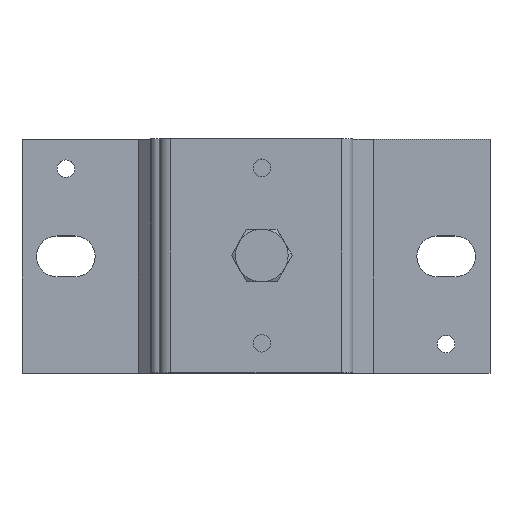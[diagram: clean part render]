
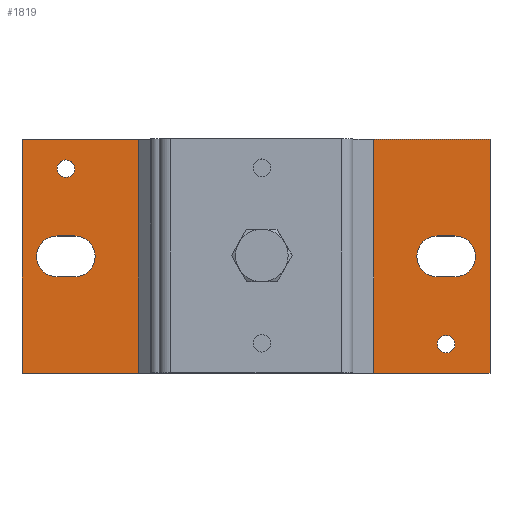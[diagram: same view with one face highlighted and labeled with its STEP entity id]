
A CAD part, top view. The second image highlights one B-rep face of the part: STEP entity #1819.
In plain terms, the highlighted planar face has unit normal (0, 0, 1).
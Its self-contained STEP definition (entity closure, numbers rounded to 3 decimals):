
#136=FACE_BOUND($,#412,.T.);
#137=FACE_BOUND($,#413,.T.);
#138=FACE_BOUND($,#414,.T.);
#139=FACE_BOUND($,#415,.T.);
#140=FACE_BOUND($,#416,.T.);
#141=FACE_BOUND($,#417,.T.);
#172=CIRCLE($,#1933,15.);
#174=CIRCLE($,#1937,15.);
#177=CIRCLE($,#1942,7.);
#179=CIRCLE($,#1946,7.);
#181=CIRCLE($,#1950,7.);
#183=CIRCLE($,#1954,7.);
#185=CIRCLE($,#1958,3.);
#187=CIRCLE($,#1961,3.);
#412=EDGE_LOOP($,(#1386,#1387,#1388,#1389));
#413=EDGE_LOOP($,(#1390,#1391,#1392,#1393));
#414=EDGE_LOOP($,(#1394,#1395,#1396,#1397));
#415=EDGE_LOOP($,(#1398));
#416=EDGE_LOOP($,(#1399));
#417=EDGE_LOOP($,(#1400,#1401,#1402,#1403));
#542=LINE($,#2727,#694);
#546=LINE($,#2738,#698);
#551=LINE($,#2753,#703);
#555=LINE($,#2763,#707);
#559=LINE($,#2777,#711);
#563=LINE($,#2787,#715);
#564=LINE($,#2801,#716);
#568=LINE($,#2809,#720);
#571=LINE($,#2815,#723);
#574=LINE($,#2820,#726);
#694=VECTOR($,#2193,30.);
#698=VECTOR($,#2205,30.);
#703=VECTOR($,#2218,6.);
#707=VECTOR($,#2230,6.);
#711=VECTOR($,#2242,6.);
#715=VECTOR($,#2254,6.);
#716=VECTOR($,#2269,80.);
#720=VECTOR($,#2275,160.);
#723=VECTOR($,#2280,80.);
#726=VECTOR($,#2285,160.);
#836=VERTEX_POINT($,#2717);
#837=VERTEX_POINT($,#2718);
#840=VERTEX_POINT($,#2726);
#842=VERTEX_POINT($,#2732);
#846=VERTEX_POINT($,#2744);
#847=VERTEX_POINT($,#2746);
#849=VERTEX_POINT($,#2752);
#851=VERTEX_POINT($,#2758);
#854=VERTEX_POINT($,#2768);
#855=VERTEX_POINT($,#2770);
#857=VERTEX_POINT($,#2776);
#859=VERTEX_POINT($,#2782);
#861=VERTEX_POINT($,#2791);
#863=VERTEX_POINT($,#2796);
#864=VERTEX_POINT($,#2799);
#865=VERTEX_POINT($,#2800);
#868=VERTEX_POINT($,#2808);
#870=VERTEX_POINT($,#2814);
#1017=EDGE_CURVE($,#836,#837,#172,.T.);
#1021=EDGE_CURVE($,#837,#840,#542,.T.);
#1024=EDGE_CURVE($,#840,#842,#174,.T.);
#1027=EDGE_CURVE($,#842,#836,#546,.T.);
#1031=EDGE_CURVE($,#847,#846,#177,.T.);
#1034=EDGE_CURVE($,#849,#847,#551,.T.);
#1037=EDGE_CURVE($,#851,#849,#179,.T.);
#1040=EDGE_CURVE($,#846,#851,#555,.T.);
#1043=EDGE_CURVE($,#855,#854,#181,.T.);
#1046=EDGE_CURVE($,#857,#855,#559,.T.);
#1049=EDGE_CURVE($,#859,#857,#183,.T.);
#1052=EDGE_CURVE($,#854,#859,#563,.T.);
#1054=EDGE_CURVE($,#861,#861,#185,.T.);
#1056=EDGE_CURVE($,#863,#863,#187,.T.);
#1057=EDGE_CURVE($,#864,#865,#564,.T.);
#1061=EDGE_CURVE($,#865,#868,#568,.T.);
#1064=EDGE_CURVE($,#868,#870,#571,.T.);
#1067=EDGE_CURVE($,#870,#864,#574,.T.);
#1386=ORIENTED_EDGE($,*,*,#1024,.T.);
#1387=ORIENTED_EDGE($,*,*,#1027,.T.);
#1388=ORIENTED_EDGE($,*,*,#1017,.T.);
#1389=ORIENTED_EDGE($,*,*,#1021,.T.);
#1390=ORIENTED_EDGE($,*,*,#1037,.T.);
#1391=ORIENTED_EDGE($,*,*,#1034,.T.);
#1392=ORIENTED_EDGE($,*,*,#1031,.T.);
#1393=ORIENTED_EDGE($,*,*,#1040,.T.);
#1394=ORIENTED_EDGE($,*,*,#1049,.T.);
#1395=ORIENTED_EDGE($,*,*,#1046,.T.);
#1396=ORIENTED_EDGE($,*,*,#1043,.T.);
#1397=ORIENTED_EDGE($,*,*,#1052,.T.);
#1398=ORIENTED_EDGE($,*,*,#1054,.T.);
#1399=ORIENTED_EDGE($,*,*,#1056,.T.);
#1400=ORIENTED_EDGE($,*,*,#1057,.F.);
#1401=ORIENTED_EDGE($,*,*,#1067,.F.);
#1402=ORIENTED_EDGE($,*,*,#1064,.F.);
#1403=ORIENTED_EDGE($,*,*,#1061,.F.);
#1740=PLANE($,#1967);
#1819=ADVANCED_FACE($,(#136,#137,#138,#139,#140,#141),#1740,.T.);
#1933=AXIS2_PLACEMENT_3D($,#2719,#2185,#2186);
#1937=AXIS2_PLACEMENT_3D($,#2733,#2198,#2199);
#1942=AXIS2_PLACEMENT_3D($,#2747,#2212,#2213);
#1946=AXIS2_PLACEMENT_3D($,#2759,#2224,#2225);
#1950=AXIS2_PLACEMENT_3D($,#2771,#2236,#2237);
#1954=AXIS2_PLACEMENT_3D($,#2783,#2248,#2249);
#1958=AXIS2_PLACEMENT_3D($,#2792,#2259,#2260);
#1961=AXIS2_PLACEMENT_3D($,#2797,#2265,#2266);
#1967=AXIS2_PLACEMENT_3D($,#2823,#2289,#2290);
#2185=DIRECTION('center_axis',(0.,0.,-1.));
#2186=DIRECTION('ref_axis',(-1.,0.,0.));
#2193=DIRECTION($,(0.,-1.,0.));
#2198=DIRECTION('center_axis',(0.,0.,-1.));
#2199=DIRECTION('ref_axis',(1.,0.,0.));
#2205=DIRECTION($,(0.,1.,0.));
#2212=DIRECTION('center_axis',(0.,0.,-1.));
#2213=DIRECTION('ref_axis',(0.,1.,0.));
#2218=DIRECTION($,(1.,0.,0.));
#2224=DIRECTION('center_axis',(0.,0.,-1.));
#2225=DIRECTION('ref_axis',(0.,-1.,0.));
#2230=DIRECTION($,(-1.,0.,0.));
#2236=DIRECTION('center_axis',(0.,0.,-1.));
#2237=DIRECTION('ref_axis',(0.,-1.,0.));
#2242=DIRECTION($,(1.,0.,0.));
#2248=DIRECTION('center_axis',(0.,0.,-1.));
#2249=DIRECTION('ref_axis',(0.,1.,0.));
#2254=DIRECTION($,(-1.,0.,0.));
#2259=DIRECTION('center_axis',(0.,0.,-1.));
#2260=DIRECTION('ref_axis',(1.,0.,0.));
#2265=DIRECTION('center_axis',(0.,0.,-1.));
#2266=DIRECTION('ref_axis',(1.,0.,0.));
#2269=DIRECTION($,(0.,1.,0.));
#2275=DIRECTION($,(1.,0.,0.));
#2280=DIRECTION($,(0.,-1.,0.));
#2285=DIRECTION($,(-1.,0.,0.));
#2289=DIRECTION('center_axis',(0.,0.,1.));
#2290=DIRECTION('ref_axis',(1.,0.,0.));
#2717=CARTESIAN_POINT('',(65.553,55.,15.));
#2718=CARTESIAN_POINT('',(95.553,55.,15.));
#2719=CARTESIAN_POINT('Origin',(80.553,55.,15.));
#2726=CARTESIAN_POINT('',(95.553,25.,15.));
#2727=CARTESIAN_POINT($,(95.553,32.5,15.));
#2732=CARTESIAN_POINT('',(65.553,25.,15.));
#2733=CARTESIAN_POINT('Origin',(80.553,25.,15.));
#2738=CARTESIAN_POINT($,(65.553,47.5,15.));
#2744=CARTESIAN_POINT('',(18.553,33.,15.));
#2746=CARTESIAN_POINT('',(18.553,47.,15.));
#2747=CARTESIAN_POINT('Origin',(18.553,40.,15.));
#2752=CARTESIAN_POINT('',(12.553,47.,15.));
#2753=CARTESIAN_POINT($,(49.553,47.,15.));
#2758=CARTESIAN_POINT('',(12.553,33.,15.));
#2759=CARTESIAN_POINT('Origin',(12.553,40.,15.));
#2763=CARTESIAN_POINT($,(46.553,33.,15.));
#2768=CARTESIAN_POINT('',(148.553,33.,15.));
#2770=CARTESIAN_POINT('',(148.553,47.,15.));
#2771=CARTESIAN_POINT('Origin',(148.553,40.,15.));
#2776=CARTESIAN_POINT('',(142.553,47.,15.));
#2777=CARTESIAN_POINT($,(114.553,47.,15.));
#2782=CARTESIAN_POINT('',(142.553,33.,15.));
#2783=CARTESIAN_POINT('Origin',(142.553,40.,15.));
#2787=CARTESIAN_POINT($,(111.553,33.,15.));
#2791=CARTESIAN_POINT('',(18.553,70.,15.));
#2792=CARTESIAN_POINT('Origin',(15.553,70.,15.));
#2796=CARTESIAN_POINT('',(148.553,10.,15.));
#2797=CARTESIAN_POINT('Origin',(145.553,10.,15.));
#2799=CARTESIAN_POINT('',(0.553,0.,15.));
#2800=CARTESIAN_POINT('',(0.553,80.,15.));
#2801=CARTESIAN_POINT($,(0.553,80.,15.));
#2808=CARTESIAN_POINT('',(160.553,80.,15.));
#2809=CARTESIAN_POINT($,(160.553,80.,15.));
#2814=CARTESIAN_POINT('',(160.553,0.,15.));
#2815=CARTESIAN_POINT($,(160.553,0.,15.));
#2820=CARTESIAN_POINT($,(0.553,0.,15.));
#2823=CARTESIAN_POINT('Origin',(80.553,40.,15.));
